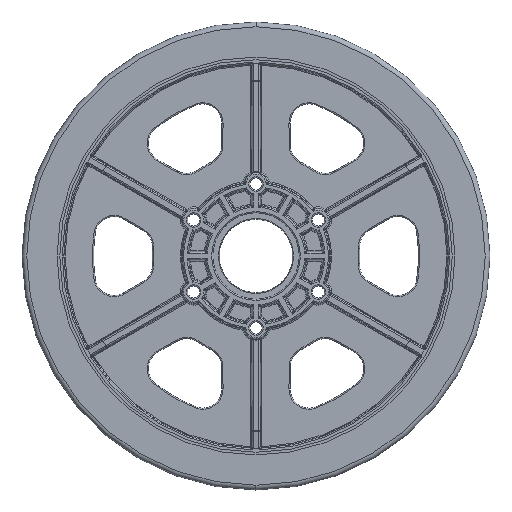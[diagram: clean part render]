
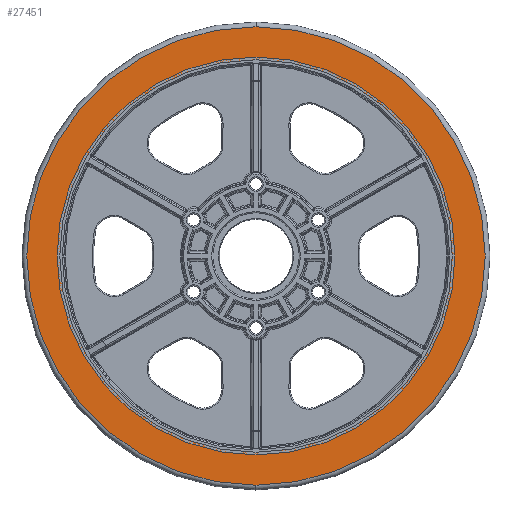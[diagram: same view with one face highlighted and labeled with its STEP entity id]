
A CAD part, left-side view. The second image highlights one B-rep face of the part: STEP entity #27451.
In plain terms, the highlighted face is planar.
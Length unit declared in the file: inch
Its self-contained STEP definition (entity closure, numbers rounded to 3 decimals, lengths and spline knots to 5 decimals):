
#308 = DIRECTION ( 'NONE',  ( 0., 0., 1. ) ) ;
#598 = AXIS2_PLACEMENT_3D ( 'NONE', #34811, #7057, #6537 ) ;
#1417 = AXIS2_PLACEMENT_3D ( 'NONE', #2195, #18221, #51197 ) ;
#1704 = EDGE_CURVE ( 'NONE', #2449, #38525, #8499, .T. ) ;
#2195 = CARTESIAN_POINT ( 'NONE',  ( 0., 0., 1. ) ) ;
#2417 = CARTESIAN_POINT ( 'NONE',  ( -2.9852, 0., 1. ) ) ;
#2449 = VERTEX_POINT ( 'NONE', #2417 ) ;
#5963 = EDGE_CURVE ( 'NONE', #38525, #2449, #39780, .T. ) ;
#6537 = DIRECTION ( 'NONE',  ( 1., 0., 0. ) ) ;
#6563 = VERTEX_POINT ( 'NONE', #23477 ) ;
#7057 = DIRECTION ( 'NONE',  ( 0., 0., 1. ) ) ;
#7072 = AXIS2_PLACEMENT_3D ( 'NONE', #28870, #308, #12337 ) ;
#8219 = CIRCLE ( 'NONE', #1417, 2.55608 ) ;
#8499 = CIRCLE ( 'NONE', #28928, 2.9852 ) ;
#12337 = DIRECTION ( 'NONE',  ( 1., 0., 0. ) ) ;
#14836 = ORIENTED_EDGE ( 'NONE', *, *, #50144, .F. ) ;
#17993 = AXIS2_PLACEMENT_3D ( 'NONE', #34153, #29666, #50108 ) ;
#18221 = DIRECTION ( 'NONE',  ( 0., 0., 1. ) ) ;
#21978 = ORIENTED_EDGE ( 'NONE', *, *, #34515, .F. ) ;
#23198 = CARTESIAN_POINT ( 'NONE',  ( 0., 0., 1. ) ) ;
#23477 = CARTESIAN_POINT ( 'NONE',  ( 2.55608, 0., 1. ) ) ;
#24797 = CARTESIAN_POINT ( 'NONE',  ( -2.55608, 0., 1. ) ) ;
#25637 = CIRCLE ( 'NONE', #17993, 2.55608 ) ;
#26135 = EDGE_LOOP ( 'NONE', ( #14836, #21978 ) ) ;
#27451 = ADVANCED_FACE ( 'NONE', ( #36838, #32586 ), #48816, .T. ) ;
#28870 = CARTESIAN_POINT ( 'NONE',  ( 0., 0., 1. ) ) ;
#28928 = AXIS2_PLACEMENT_3D ( 'NONE', #23198, #51684, #31999 ) ;
#29666 = DIRECTION ( 'NONE',  ( 0., 0., 1. ) ) ;
#31999 = DIRECTION ( 'NONE',  ( 1., 0., 0. ) ) ;
#32586 = FACE_BOUND ( 'NONE', #26135, .T. ) ;
#33660 = CARTESIAN_POINT ( 'NONE',  ( 2.9852, 0., 1. ) ) ;
#33748 = ORIENTED_EDGE ( 'NONE', *, *, #5963, .T. ) ;
#33968 = ORIENTED_EDGE ( 'NONE', *, *, #1704, .T. ) ;
#34153 = CARTESIAN_POINT ( 'NONE',  ( 0., 0., 1. ) ) ;
#34515 = EDGE_CURVE ( 'NONE', #45213, #6563, #8219, .T. ) ;
#34811 = CARTESIAN_POINT ( 'NONE',  ( 0., 0., 1. ) ) ;
#36838 = FACE_OUTER_BOUND ( 'NONE', #46045, .T. ) ;
#38525 = VERTEX_POINT ( 'NONE', #33660 ) ;
#39780 = CIRCLE ( 'NONE', #598, 2.9852 ) ;
#45213 = VERTEX_POINT ( 'NONE', #24797 ) ;
#46045 = EDGE_LOOP ( 'NONE', ( #33748, #33968 ) ) ;
#48816 = PLANE ( 'NONE',  #7072 ) ;
#50108 = DIRECTION ( 'NONE',  ( 1., 0., 0. ) ) ;
#50144 = EDGE_CURVE ( 'NONE', #6563, #45213, #25637, .T. ) ;
#51197 = DIRECTION ( 'NONE',  ( 1., 0., 0. ) ) ;
#51684 = DIRECTION ( 'NONE',  ( 0., 0., 1. ) ) ;
